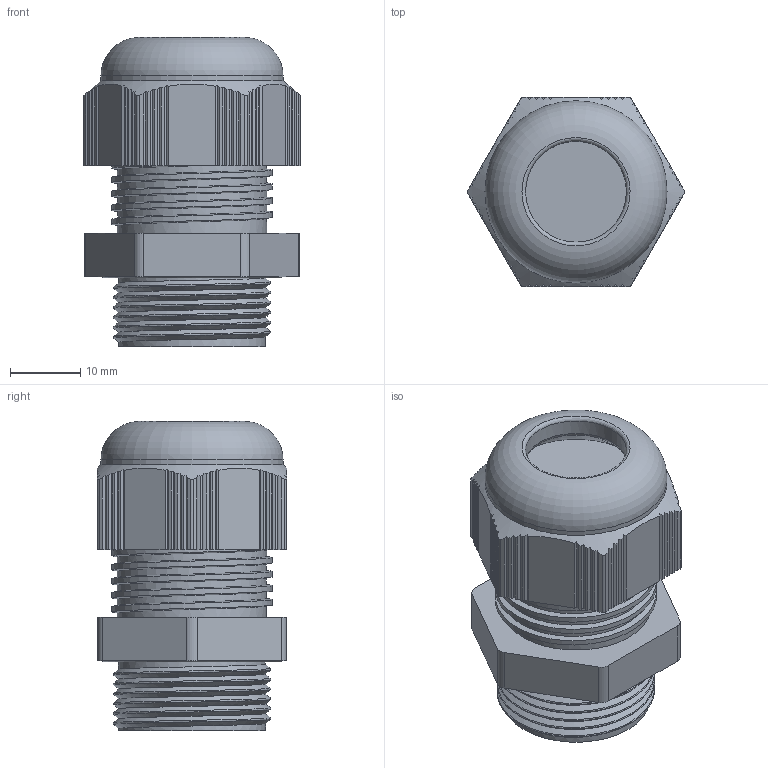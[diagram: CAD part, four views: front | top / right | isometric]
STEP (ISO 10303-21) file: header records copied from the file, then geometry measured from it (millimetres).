
FILE_DESCRIPTION((''),'2;1');
FILE_NAME('BS 05.stp','2012-09-25T16:16:22',('oktay'),(''),'Autodesk Inventor 2013','Autodesk Inventor 2013','');
FILE_SCHEMA(('AUTOMOTIVE_DESIGN { 1 0 10303 214 1 1 1 1 }'));
Length unit declared in the file: millimetre
Products named in the file (1): PG 16 MONTAJ_Shrinkwrap_1
Bounding box: 31.02 x 27 x 44.14 mm (x, y, z)
Volume: 20304.2 mm3; surface area: 6470.8 mm2
Topology: 1 solids, 1 shells, 211 faces, 611 edges, 401 vertices
Faces by surface type: plane 163, cylinder 28, cone 8, torus 6, bspline 6
Full cylindrical faces by diameter (mm): 14.4 x1, 21 x6, 21.3 x4, 26 x1
Entity records: 8738 total; most frequent: CARTESIAN_POINT 3966, ORIENTED_EDGE 1122, DIRECTION 813, EDGE_CURVE 561, VERTEX_POINT 377, VECTOR 335, LINE 335, AXIS2_PLACEMENT_3D 239
